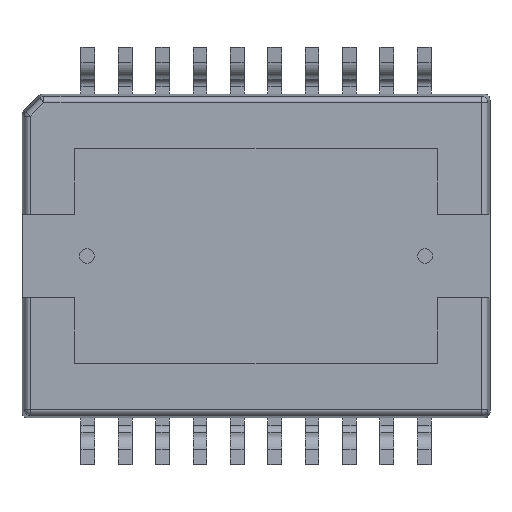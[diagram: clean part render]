
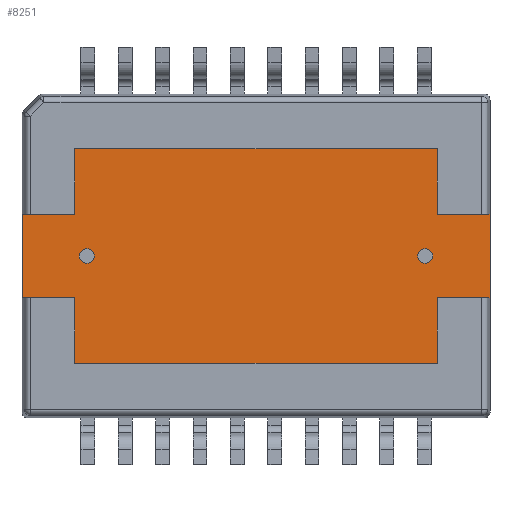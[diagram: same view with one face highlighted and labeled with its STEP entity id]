
A CAD part, front view. The second image highlights one B-rep face of the part: STEP entity #8251.
In plain terms, the highlighted planar face has unit normal (0, -1, 0).
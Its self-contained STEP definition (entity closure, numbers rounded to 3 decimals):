
#32=FACE_BOUND('',#1328,.T.);
#33=FACE_BOUND('',#1329,.T.);
#94=PLANE('',#8759);
#870=FACE_OUTER_BOUND('',#1327,.T.);
#1327=EDGE_LOOP('',(#6166,#6167,#6168,#6169,#6170,#6171,#6172,#6173,#6174,
#6175,#6176,#6177));
#1328=EDGE_LOOP('',(#6178));
#1329=EDGE_LOOP('',(#6179));
#2016=LINE('',#12376,#2939);
#2019=LINE('',#12384,#2942);
#2022=LINE('',#12390,#2945);
#2025=LINE('',#12398,#2948);
#2027=LINE('',#12401,#2950);
#2029=LINE('',#12405,#2952);
#2031=LINE('',#12409,#2954);
#2032=LINE('',#12411,#2955);
#2033=LINE('',#12413,#2956);
#2035=LINE('',#12417,#2958);
#2037=LINE('',#12421,#2960);
#2038=LINE('',#12423,#2961);
#2939=VECTOR('',#9831,1000.);
#2942=VECTOR('',#9840,1000.);
#2945=VECTOR('',#9845,1000.);
#2948=VECTOR('',#9854,1000.);
#2950=VECTOR('',#9858,1000.);
#2952=VECTOR('',#9862,1000.);
#2954=VECTOR('',#9866,1000.);
#2955=VECTOR('',#9869,1000.);
#2956=VECTOR('',#9872,1000.);
#2958=VECTOR('',#9876,1000.);
#2960=VECTOR('',#9880,1000.);
#2961=VECTOR('',#9883,1000.);
#3566=CIRCLE('',#8667,0.25);
#3568=CIRCLE('',#8670,0.25);
#3786=VERTEX_POINT('',#11685);
#3788=VERTEX_POINT('',#11691);
#4050=VERTEX_POINT('',#12373);
#4051=VERTEX_POINT('',#12375);
#4052=VERTEX_POINT('',#12381);
#4053=VERTEX_POINT('',#12383);
#4054=VERTEX_POINT('',#12387);
#4055=VERTEX_POINT('',#12389);
#4056=VERTEX_POINT('',#12395);
#4057=VERTEX_POINT('',#12397);
#4058=VERTEX_POINT('',#12403);
#4059=VERTEX_POINT('',#12407);
#4060=VERTEX_POINT('',#12415);
#4061=VERTEX_POINT('',#12419);
#4534=EDGE_CURVE('',#3786,#3786,#3566,.T.);
#4537=EDGE_CURVE('',#3788,#3788,#3568,.T.);
#4862=EDGE_CURVE('',#4051,#4050,#2016,.T.);
#4867=EDGE_CURVE('',#4053,#4052,#2019,.T.);
#4870=EDGE_CURVE('',#4055,#4054,#2022,.T.);
#4875=EDGE_CURVE('',#4057,#4056,#2025,.T.);
#4877=EDGE_CURVE('',#4050,#4057,#2027,.T.);
#4879=EDGE_CURVE('',#4058,#4051,#2029,.T.);
#4881=EDGE_CURVE('',#4059,#4058,#2031,.T.);
#4882=EDGE_CURVE('',#4052,#4059,#2032,.T.);
#4883=EDGE_CURVE('',#4054,#4053,#2033,.T.);
#4885=EDGE_CURVE('',#4060,#4055,#2035,.T.);
#4887=EDGE_CURVE('',#4061,#4060,#2037,.T.);
#4888=EDGE_CURVE('',#4056,#4061,#2038,.T.);
#6166=ORIENTED_EDGE('',*,*,#4877,.T.);
#6167=ORIENTED_EDGE('',*,*,#4875,.T.);
#6168=ORIENTED_EDGE('',*,*,#4888,.T.);
#6169=ORIENTED_EDGE('',*,*,#4887,.T.);
#6170=ORIENTED_EDGE('',*,*,#4885,.T.);
#6171=ORIENTED_EDGE('',*,*,#4870,.T.);
#6172=ORIENTED_EDGE('',*,*,#4883,.T.);
#6173=ORIENTED_EDGE('',*,*,#4867,.T.);
#6174=ORIENTED_EDGE('',*,*,#4882,.T.);
#6175=ORIENTED_EDGE('',*,*,#4881,.T.);
#6176=ORIENTED_EDGE('',*,*,#4879,.T.);
#6177=ORIENTED_EDGE('',*,*,#4862,.T.);
#6178=ORIENTED_EDGE('',*,*,#4534,.F.);
#6179=ORIENTED_EDGE('',*,*,#4537,.F.);
#8251=ADVANCED_FACE('',(#870,#32,#33),#94,.F.);
#8667=AXIS2_PLACEMENT_3D('',#11687,#9378,#9379);
#8670=AXIS2_PLACEMENT_3D('',#11693,#9385,#9386);
#8759=AXIS2_PLACEMENT_3D('',#12424,#9884,#9885);
#9378=DIRECTION('center_axis',(0.,-1.,0.));
#9379=DIRECTION('ref_axis',(0.,0.,-1.));
#9385=DIRECTION('center_axis',(0.,-1.,0.));
#9386=DIRECTION('ref_axis',(0.,0.,-1.));
#9831=DIRECTION('',(-1.,0.,0.));
#9840=DIRECTION('',(-1.,0.,0.));
#9845=DIRECTION('',(1.,0.,0.));
#9854=DIRECTION('',(1.,0.,0.));
#9858=DIRECTION('',(0.,0.,-1.));
#9862=DIRECTION('',(0.,0.,-1.));
#9866=DIRECTION('',(-1.,0.,0.));
#9869=DIRECTION('',(0.,0.,1.));
#9872=DIRECTION('',(0.,0.,1.));
#9876=DIRECTION('',(0.,0.,1.));
#9880=DIRECTION('',(1.,0.,0.));
#9883=DIRECTION('',(0.,0.,-1.));
#9884=DIRECTION('center_axis',(0.,1.,0.));
#9885=DIRECTION('ref_axis',(0.,0.,1.));
#11685=CARTESIAN_POINT('',(-5.75,-1.438,0.25));
#11687=CARTESIAN_POINT('Origin',(-5.75,-1.438,0.));
#11691=CARTESIAN_POINT('',(5.75,-1.438,0.25));
#11693=CARTESIAN_POINT('Origin',(5.75,-1.438,0.));
#12373=CARTESIAN_POINT('',(-7.95,-1.438,1.413));
#12375=CARTESIAN_POINT('',(-6.15,-1.438,1.413));
#12376=CARTESIAN_POINT('',(-7.95,-1.438,1.413));
#12381=CARTESIAN_POINT('',(6.15,-1.438,1.413));
#12383=CARTESIAN_POINT('',(7.95,-1.438,1.413));
#12384=CARTESIAN_POINT('',(6.15,-1.438,1.413));
#12387=CARTESIAN_POINT('',(7.95,-1.438,-1.413));
#12389=CARTESIAN_POINT('',(6.15,-1.438,-1.413));
#12390=CARTESIAN_POINT('',(7.95,-1.438,-1.413));
#12395=CARTESIAN_POINT('',(-6.15,-1.438,-1.413));
#12397=CARTESIAN_POINT('',(-7.95,-1.438,-1.413));
#12398=CARTESIAN_POINT('',(-6.15,-1.438,-1.413));
#12401=CARTESIAN_POINT('',(-7.95,-1.438,-1.413));
#12403=CARTESIAN_POINT('',(-6.15,-1.438,3.65));
#12405=CARTESIAN_POINT('',(-6.15,-1.438,1.413));
#12407=CARTESIAN_POINT('',(6.15,-1.438,3.65));
#12409=CARTESIAN_POINT('',(-6.15,-1.438,3.65));
#12411=CARTESIAN_POINT('',(6.15,-1.438,3.65));
#12413=CARTESIAN_POINT('',(7.95,-1.438,1.413));
#12415=CARTESIAN_POINT('',(6.15,-1.438,-3.65));
#12417=CARTESIAN_POINT('',(6.15,-1.438,-1.413));
#12419=CARTESIAN_POINT('',(-6.15,-1.438,-3.65));
#12421=CARTESIAN_POINT('',(6.15,-1.438,-3.65));
#12423=CARTESIAN_POINT('',(-6.15,-1.438,-3.65));
#12424=CARTESIAN_POINT('Origin',(0.,-1.438,0.));
